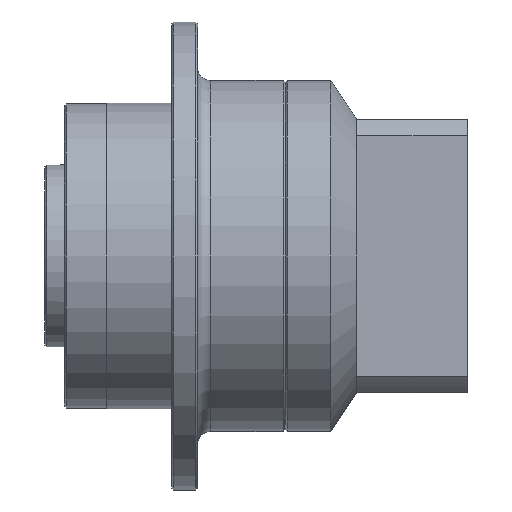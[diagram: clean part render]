
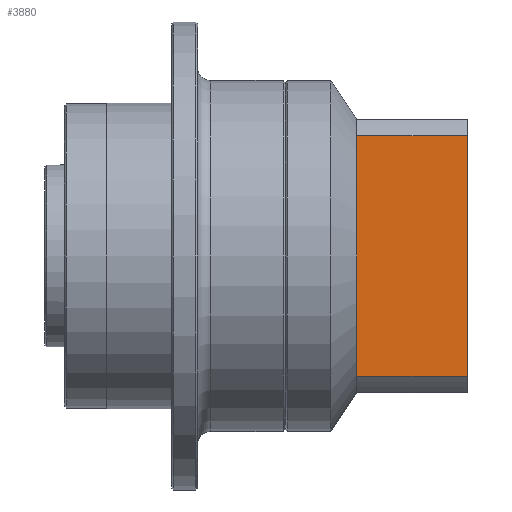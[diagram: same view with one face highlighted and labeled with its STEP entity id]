
A CAD part, front view. The second image highlights one B-rep face of the part: STEP entity #3880.
In plain terms, the highlighted planar face has unit normal (0, -1, 0).
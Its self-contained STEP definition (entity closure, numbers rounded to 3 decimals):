
#323 = ORIENTED_EDGE ( 'NONE', *, *, #5815, .F. ) ;
#381 = DIRECTION ( 'NONE',  ( 0., 0., -1. ) ) ;
#642 = VECTOR ( 'NONE', #6471, 1000. ) ;
#788 = ORIENTED_EDGE ( 'NONE', *, *, #3552, .F. ) ;
#1330 = CARTESIAN_POINT ( 'NONE',  ( -47.637, 18.707, -21. ) ) ;
#1499 = FACE_OUTER_BOUND ( 'NONE', #5634, .T. ) ;
#1538 = VERTEX_POINT ( 'NONE', #3256 ) ;
#1693 = CARTESIAN_POINT ( 'NONE',  ( -64.637, 18.707, -18.52 ) ) ;
#2273 = PLANE ( 'NONE',  #5852 ) ;
#2345 = CARTESIAN_POINT ( 'NONE',  ( -64.637, 18.707, 18.52 ) ) ;
#2378 = LINE ( 'NONE', #2345, #4132 ) ;
#2618 = DIRECTION ( 'NONE',  ( 0., 0., -1. ) ) ;
#2761 = EDGE_CURVE ( 'NONE', #6896, #1538, #4653, .T. ) ;
#3256 = CARTESIAN_POINT ( 'NONE',  ( -64.637, 18.707, -18.52 ) ) ;
#3490 = DIRECTION ( 'NONE',  ( 1., 0., 0. ) ) ;
#3552 = EDGE_CURVE ( 'NONE', #6896, #5211, #2378, .T. ) ;
#3666 = CARTESIAN_POINT ( 'NONE',  ( -64.637, 18.707, 18.52 ) ) ;
#3880 = ADVANCED_FACE ( 'NONE', ( #1499 ), #2273, .F. ) ;
#3920 = LINE ( 'NONE', #1693, #642 ) ;
#3981 = ORIENTED_EDGE ( 'NONE', *, *, #2761, .T. ) ;
#4119 = DIRECTION ( 'NONE',  ( 0., 1., 0. ) ) ;
#4132 = VECTOR ( 'NONE', #3490, 1000. ) ;
#4369 = VECTOR ( 'NONE', #2618, 1000. ) ;
#4544 = DIRECTION ( 'NONE',  ( 1., 0., 0. ) ) ;
#4653 = LINE ( 'NONE', #7571, #6077 ) ;
#4722 = CARTESIAN_POINT ( 'NONE',  ( -47.637, 18.707, -21. ) ) ;
#4728 = VERTEX_POINT ( 'NONE', #6507 ) ;
#5211 = VERTEX_POINT ( 'NONE', #5221 ) ;
#5221 = CARTESIAN_POINT ( 'NONE',  ( -47.637, 18.707, 18.52 ) ) ;
#5264 = EDGE_CURVE ( 'NONE', #4728, #1538, #3920, .T. ) ;
#5498 = LINE ( 'NONE', #1330, #4369 ) ;
#5634 = EDGE_LOOP ( 'NONE', ( #788, #3981, #6868, #323 ) ) ;
#5815 = EDGE_CURVE ( 'NONE', #5211, #4728, #5498, .T. ) ;
#5852 = AXIS2_PLACEMENT_3D ( 'NONE', #4722, #4119, #4544 ) ;
#6077 = VECTOR ( 'NONE', #381, 1000. ) ;
#6471 = DIRECTION ( 'NONE',  ( -1., 0., 0. ) ) ;
#6507 = CARTESIAN_POINT ( 'NONE',  ( -47.637, 18.707, -18.52 ) ) ;
#6868 = ORIENTED_EDGE ( 'NONE', *, *, #5264, .F. ) ;
#6896 = VERTEX_POINT ( 'NONE', #3666 ) ;
#7571 = CARTESIAN_POINT ( 'NONE',  ( -64.637, 18.707, -21. ) ) ;
